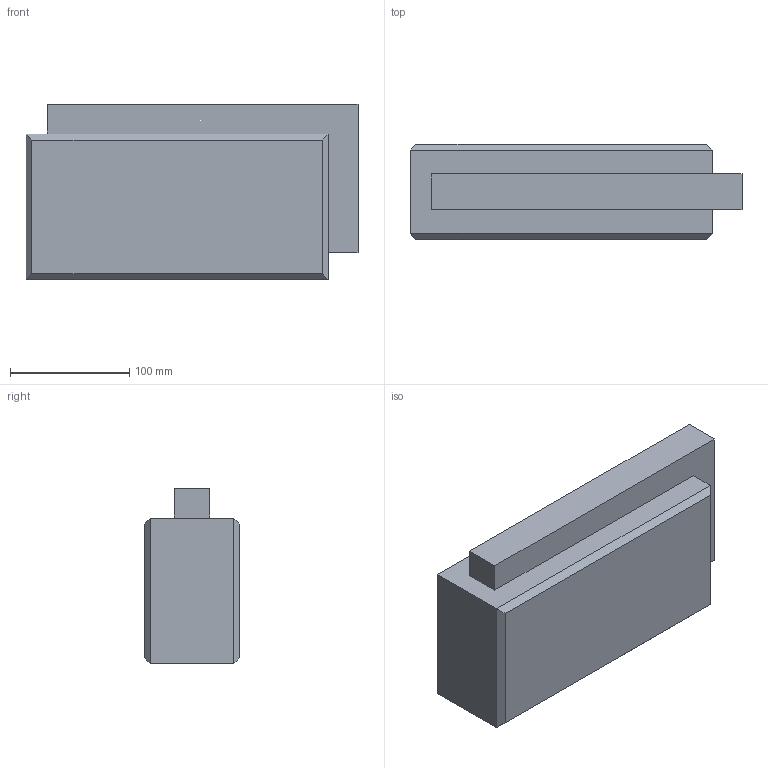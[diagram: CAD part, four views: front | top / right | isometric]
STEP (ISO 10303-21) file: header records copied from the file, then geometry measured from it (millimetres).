
FILE_DESCRIPTION(/* description */ ('Unknown'),/* implementation_level */ '2;1');
FILE_NAME(/* name */ 'SNP 7286 WA LED 230V ',/* time_stamp */ '2018-06-19T11:17:47+02:00',/* author */ ('Unknown'),/* organization */ ('Unknown'),/* preprocessor_version */ 'ST-DEVELOPER v16.7',/* originating_system */ 'DEX',/* authorisation */ $);
FILE_SCHEMA (('AUTOMOTIVE_DESIGN {1 0 10303 214 3 1 1}'));
Length unit declared in the file: millimetre
Products named in the file (1): Part6
Bounding box: 278 x 80 x 147 mm (x, y, z)
Volume: 2720279 mm3; surface area: 138216.8 mm2
Topology: 1 solids, 1 shells, 20 faces, 46 edges, 28 vertices
Faces by surface type: plane 20
Entity records: 576 total; most frequent: CARTESIAN_POINT 95, ORIENTED_EDGE 92, DIRECTION 88, EDGE_CURVE 46, LINE 46, VECTOR 46, VERTEX_POINT 28, AXIS2_PLACEMENT_3D 21
